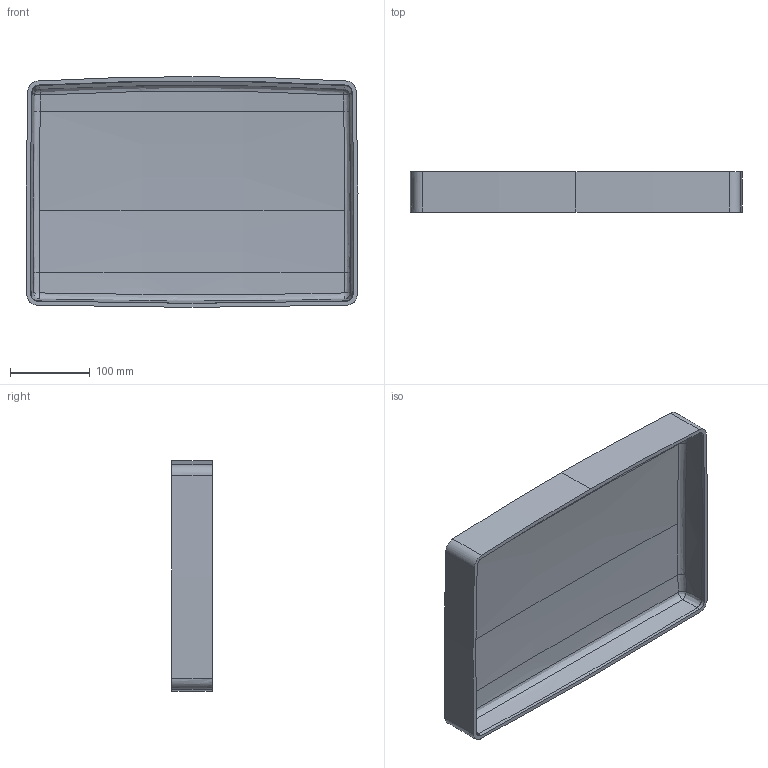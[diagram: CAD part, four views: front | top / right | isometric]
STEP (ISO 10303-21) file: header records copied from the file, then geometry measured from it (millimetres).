
FILE_DESCRIPTION (( 'STEP AP214' ), '1' );
FILE_NAME ('1470_top.STEP', '2005-08-24T22:37:30', ( ' ' ), ( ' ' ), 'SwSTEP 2.0', 'SolidWorks 2005143', '' );
FILE_SCHEMA (( 'AUTOMOTIVE_DESIGN' ));
Length unit declared in the file: inch
Products named in the file (1): 1470_top
Bounding box: 416.46 x 50.8 x 289.51 mm (x, y, z)
Volume: 1948453.8 mm3; surface area: 344568.5 mm2
Topology: 1 solids, 1 shells, 48 faces, 111 edges, 66 vertices
Faces by surface type: bspline 41, cone 5, plane 2
Entity records: 4273 total; most frequent: CARTESIAN_POINT 3456, ORIENTED_EDGE 222, EDGE_CURVE 111, B_SPLINE_CURVE_WITH_KNOTS 76, DIRECTION 73, VERTEX_POINT 66, EDGE_LOOP 49, ADVANCED_FACE 48
